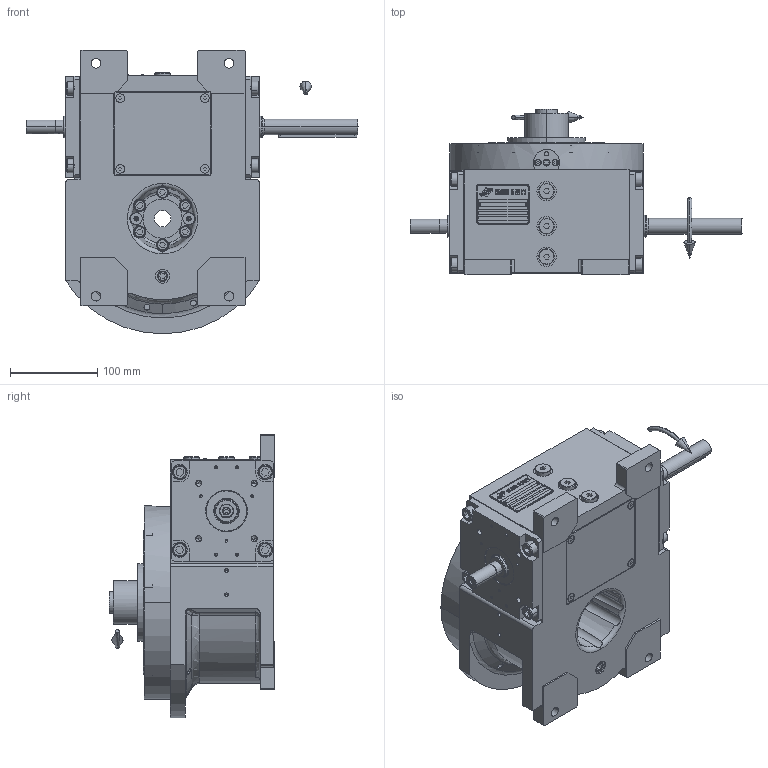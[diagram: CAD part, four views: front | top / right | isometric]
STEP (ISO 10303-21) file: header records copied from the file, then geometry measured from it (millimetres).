
FILE_DESCRIPTION (( 'STEP AP214' ), '1' );
FILE_NAME ('PC5200371.step', '2024-06-17T11:54:49', ( '' ), ( '' ), 'SwSTEP 2.0', 'SolidWorks 2020', '' );
FILE_SCHEMA (( 'AUTOMOTIVE_DESIGN' ));
Length unit declared in the file: millimetre
Products named in the file (81): cfn2000_01_126; cfn2107_01_001; cfn2115_02_165; CFN2000_01_185.stp; cfn2000_01_103; cfn2155_01_303; olio_agip_blasia_150; cfn2128_04_004; AS_rig06_004_s_001; RIG06_021_AF0.stp; freccia_angolare_albero; rig06_004; cfn2476_01_002_60x46; cfn2077_01_018; cfn2104_01_004; cfn2070_05_005; cfn2104_01_016; cfn2155_01_056; rig06_003_12; RIG06_005_ASM.stp; PC5200371; rig06_002_bl_002; rig06_007_master; cfn2003_01_054; cfn2000_01_161; CFN2104_02_017.stp; cfn2205_01_013; CFN2356_03_047.stp; cfn2151_01_090; AS_cfn2476_01_002_60x46; AS_rig06_004; cfn2000_01_124; AS_rig06_016; rig06_016; cfn2115_02_068; AS_rig06_002_bl_002; rig06_014; cfn2151_01_109; CFN2010_02_002.stp; CFN2010_01_012.stp ...
Assembly tree (73 placements, depth 5):
  cfn2115_02_165
  olio_agip_blasia_150
  cfn2077_01_018
  PC5200371
    rig06_001_a
    AS_cfn2476_01_002_60x46
      cfn2476_01_002_60x46
      cfn2107_01_001
      cfn2107_01_001
    AS_rig06_071_12_m
      rig06_071_12_m_asm.stp
        RIG06_005_ASM.stp
          RIG06_021_AF0.stp
          CFN2000_01_185.stp
          CFN2000_01_185.stp
          CFN2104_02_017.stp
        CFN2010_02_002.stp
      cfn2155_01_303
      rig06_005_n_01
      rig06_003_12
      cfn2104_01_016  x2
      cfn2000_01_124  x6
      cfn2000_01_124
      cfn2000_01_124
      cfn2000_01_124
      cfn2000_01_124
    AS_rig06_014
      rig06_014
      cfn2158_01_011
      cfn2104_01_004
      cfn2104_01_004
      cfn2000_01_126
      cfn2000_01_126
      cfn2000_01_126
      cfn2000_01_126
      cfn2000_01_126
      cfn2000_01_126
    AS_rig06_004
      rig06_004
      cfn2070_05_005
      cfn2000_01_103
      cfn2000_01_103
      cfn2000_01_103
      cfn2000_01_103
      cfn2155_01_056
    AS_rig06_004_s_001
      rig06_004_s_001
      cfn2070_05_005
      cfn2000_01_103
      cfn2000_01_103
      cfn2000_01_103
      cfn2000_01_103
      cfn2155_01_056
    AS_rig06_002_bl_002
      rig06_002_bl_002
      cfn2115_02_068
    cfn2128_04_004
    cfn2128_04_004
    cfn2128_04_004
    cfn2128_19_002
Bounding box: 380.5 x 190 x 325 mm (x, y, z)
Volume: 2404587.6 mm3; surface area: 765781.6 mm2
Topology: 64 solids, 64 shells, 2036 faces, 5037 edges, 3222 vertices
Faces by surface type: plane 1026, cylinder 653, cone 325, torus 20, bspline 6, sphere 6
Entity records: 67238 total; most frequent: CARTESIAN_POINT 15143, DIRECTION 9740, ORIENTED_EDGE 9330, EDGE_CURVE 4665, AXIS2_PLACEMENT_3D 3370, VERTEX_POINT 3041, LINE 3000, VECTOR 3000
